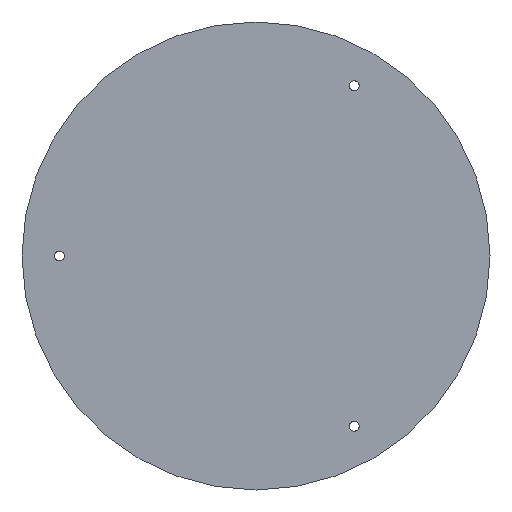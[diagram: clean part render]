
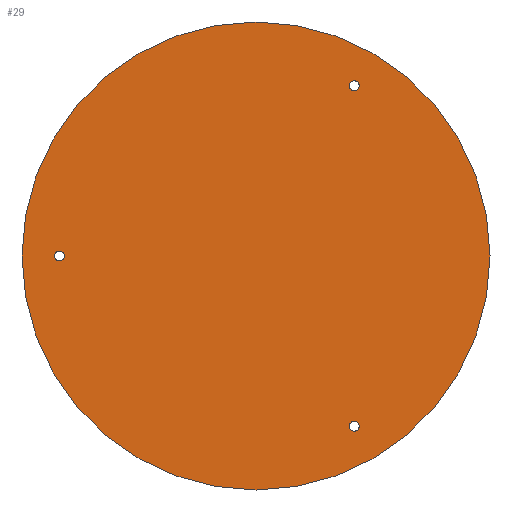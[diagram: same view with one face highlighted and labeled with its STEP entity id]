
A CAD part, front view. The second image highlights one B-rep face of the part: STEP entity #29.
In plain terms, the highlighted planar face has unit normal (0, -1, 0).
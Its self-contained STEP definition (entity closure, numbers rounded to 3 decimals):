
#12 = CIRCLE ( 'NONE', #422, 2.65 ) ;
#16 = DIRECTION ( 'NONE',  ( 0.866, 0., -0.5 ) ) ;
#18 = VERTEX_POINT ( 'NONE', #269 ) ;
#20 = CARTESIAN_POINT ( 'NONE',  ( -105., 0., 0. ) ) ;
#29 = ADVANCED_FACE ( 'NONE', ( #223, #544, #115, #302 ), #505, .F. ) ;
#34 = CARTESIAN_POINT ( 'NONE',  ( 54.795, 0., -89.608 ) ) ;
#35 = CARTESIAN_POINT ( 'NONE',  ( 0., 0., 0. ) ) ;
#38 = DIRECTION ( 'NONE',  ( 0., 0., 1. ) ) ;
#54 = CARTESIAN_POINT ( 'NONE',  ( -105., 0., 0. ) ) ;
#72 = EDGE_CURVE ( 'NONE', #513, #157, #83, .T. ) ;
#74 = ORIENTED_EDGE ( 'NONE', *, *, #72, .T. ) ;
#79 = CARTESIAN_POINT ( 'NONE',  ( 52.5, 0., -90.933 ) ) ;
#83 = CIRCLE ( 'NONE', #424, 2.65 ) ;
#92 = AXIS2_PLACEMENT_3D ( 'NONE', #79, #120, #538 ) ;
#97 = DIRECTION ( 'NONE',  ( 0., 0., 1. ) ) ;
#107 = VERTEX_POINT ( 'NONE', #330 ) ;
#115 = FACE_BOUND ( 'NONE', #539, .T. ) ;
#116 = AXIS2_PLACEMENT_3D ( 'NONE', #35, #221, #38 ) ;
#120 = DIRECTION ( 'NONE',  ( 0., 1., 0. ) ) ;
#123 = ORIENTED_EDGE ( 'NONE', *, *, #143, .F. ) ;
#125 = CARTESIAN_POINT ( 'NONE',  ( 52.5, 0., 90.933 ) ) ;
#128 = DIRECTION ( 'NONE',  ( -0.866, 0., -0.5 ) ) ;
#143 = EDGE_CURVE ( 'NONE', #202, #18, #201, .T. ) ;
#157 = VERTEX_POINT ( 'NONE', #410 ) ;
#177 = DIRECTION ( 'NONE',  ( 0., 1., 0. ) ) ;
#192 = EDGE_CURVE ( 'NONE', #456, #107, #471, .T. ) ;
#199 = DIRECTION ( 'NONE',  ( 0., 0., 1. ) ) ;
#201 = CIRCLE ( 'NONE', #287, 125. ) ;
#202 = VERTEX_POINT ( 'NONE', #567 ) ;
#221 = DIRECTION ( 'NONE',  ( 0., 1., 0. ) ) ;
#223 = FACE_BOUND ( 'NONE', #575, .T. ) ;
#230 = DIRECTION ( 'NONE',  ( 0., 0., 1. ) ) ;
#231 = CARTESIAN_POINT ( 'NONE',  ( 50.205, 0., -92.258 ) ) ;
#234 = ORIENTED_EDGE ( 'NONE', *, *, #423, .T. ) ;
#236 = CARTESIAN_POINT ( 'NONE',  ( 0., 0., 0. ) ) ;
#237 = CIRCLE ( 'NONE', #573, 2.65 ) ;
#242 = EDGE_LOOP ( 'NONE', ( #569, #427 ) ) ;
#245 = EDGE_LOOP ( 'NONE', ( #123, #263 ) ) ;
#263 = ORIENTED_EDGE ( 'NONE', *, *, #332, .F. ) ;
#269 = CARTESIAN_POINT ( 'NONE',  ( 0., 0., 125. ) ) ;
#271 = CARTESIAN_POINT ( 'NONE',  ( -105., 0., 2.65 ) ) ;
#284 = CARTESIAN_POINT ( 'NONE',  ( 0., 0., 0. ) ) ;
#287 = AXIS2_PLACEMENT_3D ( 'NONE', #236, #458, #230 ) ;
#302 = FACE_OUTER_BOUND ( 'NONE', #245, .T. ) ;
#315 = AXIS2_PLACEMENT_3D ( 'NONE', #284, #556, #97 ) ;
#316 = CARTESIAN_POINT ( 'NONE',  ( 54.795, 0., 89.608 ) ) ;
#323 = CARTESIAN_POINT ( 'NONE',  ( 52.5, 0., 90.933 ) ) ;
#330 = CARTESIAN_POINT ( 'NONE',  ( -105., 0., -2.65 ) ) ;
#332 = EDGE_CURVE ( 'NONE', #18, #202, #380, .T. ) ;
#339 = AXIS2_PLACEMENT_3D ( 'NONE', #54, #472, #391 ) ;
#353 = CIRCLE ( 'NONE', #92, 2.65 ) ;
#376 = EDGE_CURVE ( 'NONE', #585, #473, #353, .T. ) ;
#380 = CIRCLE ( 'NONE', #116, 125. ) ;
#384 = DIRECTION ( 'NONE',  ( 0., 1., 0. ) ) ;
#390 = AXIS2_PLACEMENT_3D ( 'NONE', #20, #501, #199 ) ;
#391 = DIRECTION ( 'NONE',  ( 0., 0., 1. ) ) ;
#410 = CARTESIAN_POINT ( 'NONE',  ( 50.205, 0., 92.258 ) ) ;
#417 = CARTESIAN_POINT ( 'NONE',  ( 52.5, 0., -90.933 ) ) ;
#422 = AXIS2_PLACEMENT_3D ( 'NONE', #417, #518, #128 ) ;
#423 = EDGE_CURVE ( 'NONE', #157, #513, #237, .T. ) ;
#424 = AXIS2_PLACEMENT_3D ( 'NONE', #323, #177, #502 ) ;
#427 = ORIENTED_EDGE ( 'NONE', *, *, #376, .T. ) ;
#456 = VERTEX_POINT ( 'NONE', #271 ) ;
#458 = DIRECTION ( 'NONE',  ( 0., 1., 0. ) ) ;
#471 = CIRCLE ( 'NONE', #339, 2.65 ) ;
#472 = DIRECTION ( 'NONE',  ( 0., 1., 0. ) ) ;
#473 = VERTEX_POINT ( 'NONE', #231 ) ;
#492 = EDGE_CURVE ( 'NONE', #107, #456, #555, .T. ) ;
#496 = ORIENTED_EDGE ( 'NONE', *, *, #492, .T. ) ;
#501 = DIRECTION ( 'NONE',  ( 0., 1., 0. ) ) ;
#502 = DIRECTION ( 'NONE',  ( 0.866, 0., -0.5 ) ) ;
#505 = PLANE ( 'NONE',  #315 ) ;
#508 = EDGE_CURVE ( 'NONE', #473, #585, #12, .T. ) ;
#513 = VERTEX_POINT ( 'NONE', #316 ) ;
#518 = DIRECTION ( 'NONE',  ( 0., 1., 0. ) ) ;
#530 = ORIENTED_EDGE ( 'NONE', *, *, #192, .T. ) ;
#538 = DIRECTION ( 'NONE',  ( -0.866, 0., -0.5 ) ) ;
#539 = EDGE_LOOP ( 'NONE', ( #530, #496 ) ) ;
#544 = FACE_BOUND ( 'NONE', #242, .T. ) ;
#555 = CIRCLE ( 'NONE', #390, 2.65 ) ;
#556 = DIRECTION ( 'NONE',  ( 0., 1., 0. ) ) ;
#567 = CARTESIAN_POINT ( 'NONE',  ( 0., 0., -125. ) ) ;
#569 = ORIENTED_EDGE ( 'NONE', *, *, #508, .T. ) ;
#573 = AXIS2_PLACEMENT_3D ( 'NONE', #125, #384, #16 ) ;
#575 = EDGE_LOOP ( 'NONE', ( #74, #234 ) ) ;
#585 = VERTEX_POINT ( 'NONE', #34 ) ;
